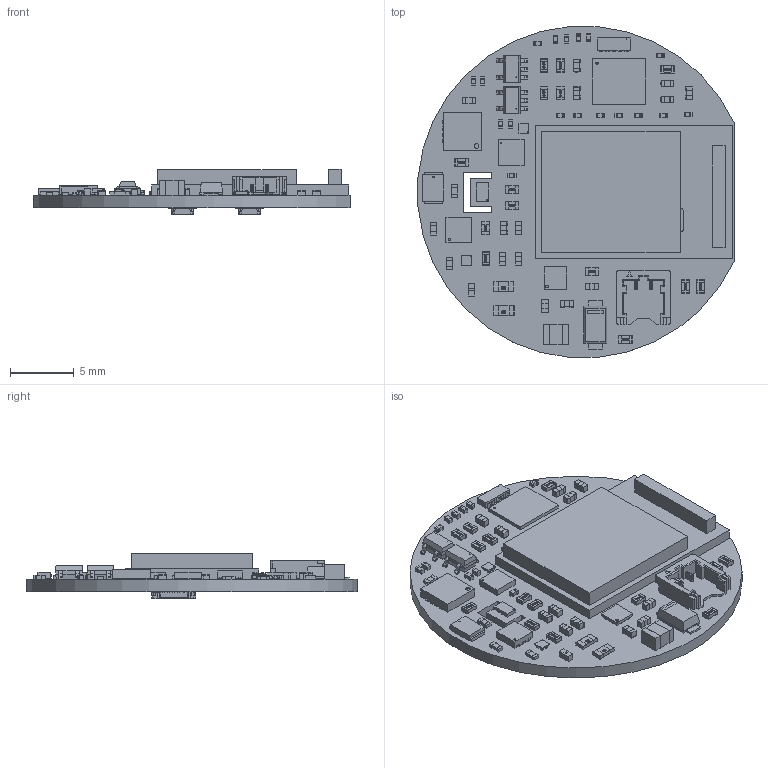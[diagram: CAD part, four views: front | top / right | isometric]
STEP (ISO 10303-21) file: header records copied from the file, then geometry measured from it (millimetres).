
FILE_DESCRIPTION(('Open CASCADE Model'),'2;1');
FILE_NAME('Open CASCADE Shape Model','2022-07-31T12:22:54',('Author'),( 'Open CASCADE'),'Open CASCADE STEP processor 6.8','Open CASCADE 6.8' ,'Unknown');
FILE_SCHEMA(('AUTOMOTIVE_DESIGN { 1 0 10303 214 1 1 1 1 }'));
Length unit declared in the file: millimetre
Products named in the file (116): PCB; Board; Open CASCADE STEP translator 6.8 1.1.1; R13; User_Library-0402R; IC4; 6979170656; Array; Body; R8; M2; MDBT50Q_3D_Drawing_20180620_RGB8421504; J6; 6979173296; Open CASCADE STEP translator 6.8 1.6.1.1; Open CASCADE STEP translator 6.8 1.6.1.2; J5; 6979183456; Open CASCADE STEP translator 6.8 1.7.1.1; Open CASCADE STEP translator 6.8 1.7.1.2; L5; SW3dPS-d0402h025; MOSFET1; 6979167456; U5; 6979170736; R12; IC3; 6979168976; ThermalPin; PinsArrayLR; C30; 6979172816; C28; U4; 6979179136; R11; R10; C27; User_Library-SMD_Ceramic_Capacitors_0402_(1005)_BB ...
Assembly tree (158 placements, depth 4):
  PCB
    Board
      Open CASCADE STEP translator 6.8 1.1.1
    R13
      User_Library-0402R
    IC4
      6979170656
        Array
        Body
    R8
      User_Library-0402R
    M2
      MDBT50Q_3D_Drawing_20180620_RGB8421504
    J6
      6979173296
        Open CASCADE STEP translator 6.8 1.6.1.1
        Open CASCADE STEP translator 6.8 1.6.1.2
    J5
      6979183456
        Open CASCADE STEP translator 6.8 1.7.1.1
        Open CASCADE STEP translator 6.8 1.7.1.2
    L5
      SW3dPS-d0402h025
    MOSFET1
      6979167456
    U5
      6979170736
    R12
      User_Library-0402R
    IC3
      6979168976
        Body
        ThermalPin
        PinsArrayLR
    C30
      6979172816
    C28
      6979172816
    U4
      6979179136
    R11
      User_Library-0402R
    R10
      User_Library-0402R
    C27
      User_Library-SMD_Ceramic_Capacitors_0402_(1005)_BB
    C26
      6979169616
    C25
      6979169616
    U3
      6979170016
    R9
      User_Library-0402R
    IC2
      6979176416
        Array
        Body
    C24
      6979180736
Bounding box: 24.85 x 26.01 x 3.6 mm (x, y, z)
Volume: 824.4 mm3; surface area: 2129.9 mm2
Topology: 339 solids, 339 shells, 7082 faces, 16371 edges, 9328 vertices
Faces by surface type: plane 3067, cylinder 1907, bspline 1130, sphere 844, torus 134
Full cylindrical faces by diameter (mm): 0.041 x1, 0.05 x1, 0.067 x2, 0.098 x1, 0.1 x1, 0.105 x1, 0.119 x1, 0.18 x1, 0.221 x1, 0.375 x1, 1.066 x2
Entity records: 70163 total; most frequent: CARTESIAN_POINT 15546, DIRECTION 9080, ORIENTED_EDGE 9070, EDGE_CURVE 4535, LINE 3852, VECTOR 3852, VERTEX_POINT 2946, AXIS2_PLACEMENT_3D 2614
